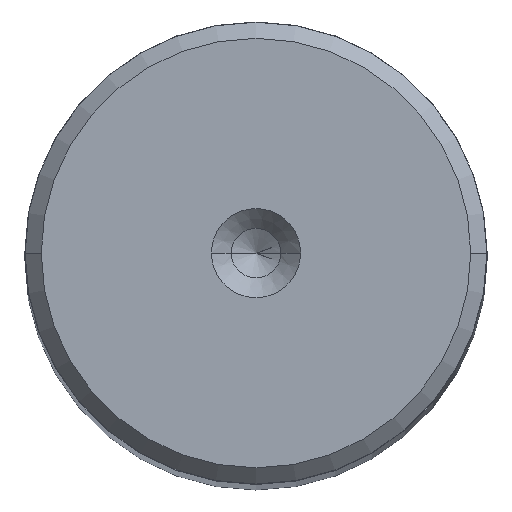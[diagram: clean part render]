
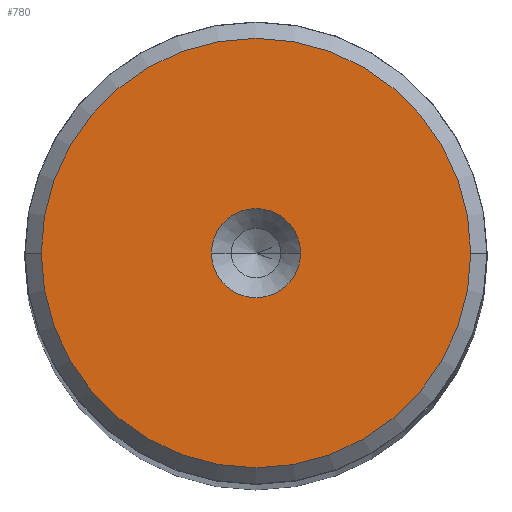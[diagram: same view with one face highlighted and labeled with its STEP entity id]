
A CAD part, top view. The second image highlights one B-rep face of the part: STEP entity #780.
In plain terms, the highlighted planar face has unit normal (0, 0, 1).
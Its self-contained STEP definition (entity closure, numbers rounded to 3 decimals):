
#127 = EDGE_LOOP ( 'NONE', ( #341, #1218 ) ) ;
#141 = EDGE_CURVE ( 'NONE', #2385, #1775, #489, .T. ) ;
#173 = CIRCLE ( 'NONE', #578, 2.7 ) ;
#292 = CARTESIAN_POINT ( 'NONE',  ( 0., 0., 200. ) ) ;
#314 = EDGE_CURVE ( 'NONE', #1775, #2385, #173, .T. ) ;
#320 = AXIS2_PLACEMENT_3D ( 'NONE', #1849, #2027, #1288 ) ;
#325 = CARTESIAN_POINT ( 'NONE',  ( 0., 0., 200. ) ) ;
#341 = ORIENTED_EDGE ( 'NONE', *, *, #314, .F. ) ;
#368 = AXIS2_PLACEMENT_3D ( 'NONE', #292, #519, #1820 ) ;
#371 = EDGE_LOOP ( 'NONE', ( #2111, #407 ) ) ;
#396 = CARTESIAN_POINT ( 'NONE',  ( 2.7, 0., 200. ) ) ;
#407 = ORIENTED_EDGE ( 'NONE', *, *, #2155, .T. ) ;
#489 = CIRCLE ( 'NONE', #320, 2.7 ) ;
#512 = PLANE ( 'NONE',  #368 ) ;
#519 = DIRECTION ( 'NONE',  ( 0., 0., 1. ) ) ;
#578 = AXIS2_PLACEMENT_3D ( 'NONE', #325, #1092, #2019 ) ;
#612 = VERTEX_POINT ( 'NONE', #1757 ) ;
#672 = DIRECTION ( 'NONE',  ( 0., 0., 1. ) ) ;
#737 = CIRCLE ( 'NONE', #1607, 13.012 ) ;
#780 = ADVANCED_FACE ( 'NONE', ( #951, #1367 ), #512, .T. ) ;
#863 = DIRECTION ( 'NONE',  ( 1., 0., 0. ) ) ;
#951 = FACE_BOUND ( 'NONE', #127, .T. ) ;
#1070 = EDGE_CURVE ( 'NONE', #612, #1798, #737, .T. ) ;
#1092 = DIRECTION ( 'NONE',  ( 0., 0., 1. ) ) ;
#1218 = ORIENTED_EDGE ( 'NONE', *, *, #141, .F. ) ;
#1288 = DIRECTION ( 'NONE',  ( 1., 0., 0. ) ) ;
#1367 = FACE_OUTER_BOUND ( 'NONE', #371, .T. ) ;
#1380 = CARTESIAN_POINT ( 'NONE',  ( 0., 0., 200. ) ) ;
#1406 = DIRECTION ( 'NONE',  ( 0., 0., 1. ) ) ;
#1607 = AXIS2_PLACEMENT_3D ( 'NONE', #1380, #1406, #2157 ) ;
#1648 = CARTESIAN_POINT ( 'NONE',  ( -2.7, 0., 200. ) ) ;
#1654 = CIRCLE ( 'NONE', #2095, 13.012 ) ;
#1757 = CARTESIAN_POINT ( 'NONE',  ( -13.012, 0., 200. ) ) ;
#1775 = VERTEX_POINT ( 'NONE', #396 ) ;
#1798 = VERTEX_POINT ( 'NONE', #2279 ) ;
#1820 = DIRECTION ( 'NONE',  ( 1., 0., 0. ) ) ;
#1849 = CARTESIAN_POINT ( 'NONE',  ( 0., 0., 200. ) ) ;
#2019 = DIRECTION ( 'NONE',  ( 1., 0., 0. ) ) ;
#2027 = DIRECTION ( 'NONE',  ( 0., 0., 1. ) ) ;
#2095 = AXIS2_PLACEMENT_3D ( 'NONE', #2184, #672, #863 ) ;
#2111 = ORIENTED_EDGE ( 'NONE', *, *, #1070, .T. ) ;
#2155 = EDGE_CURVE ( 'NONE', #1798, #612, #1654, .T. ) ;
#2157 = DIRECTION ( 'NONE',  ( 1., 0., 0. ) ) ;
#2184 = CARTESIAN_POINT ( 'NONE',  ( 0., 0., 200. ) ) ;
#2279 = CARTESIAN_POINT ( 'NONE',  ( 13.012, 0., 200. ) ) ;
#2385 = VERTEX_POINT ( 'NONE', #1648 ) ;
